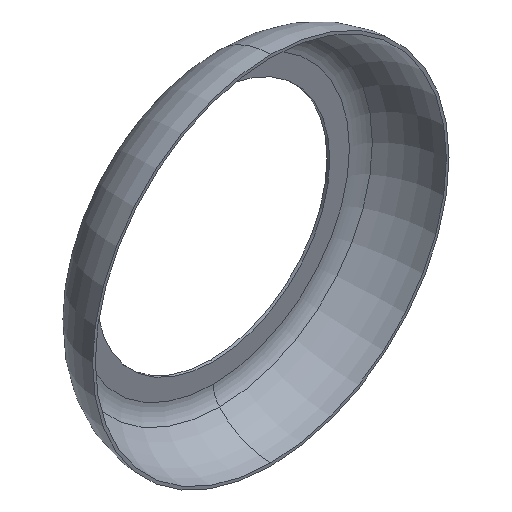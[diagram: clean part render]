
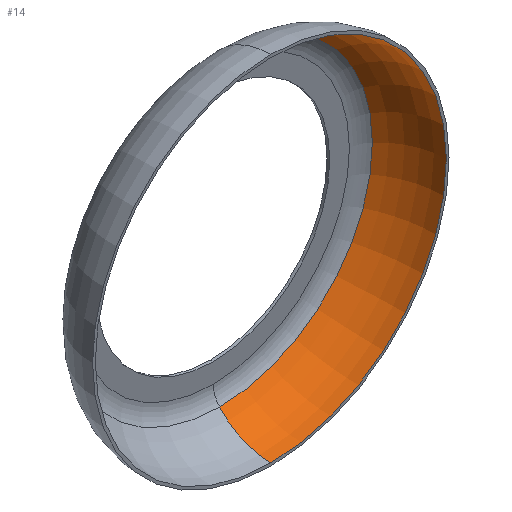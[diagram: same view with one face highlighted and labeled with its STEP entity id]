
A CAD part, isometric view. The second image highlights one B-rep face of the part: STEP entity #14.
In plain terms, the highlighted toroidal (fillet/blend) face has major radius 19.417 mm and minor radius 12.583 mm.
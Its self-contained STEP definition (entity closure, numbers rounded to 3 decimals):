
#1 = ORIENTED_EDGE ( 'NONE', *, *, #277, .T. ) ;
#8 = ORIENTED_EDGE ( 'NONE', *, *, #11, .F. ) ;
#11 = EDGE_CURVE ( 'NONE', #286, #194, #174, .T. ) ;
#14 = ADVANCED_FACE ( 'NONE', ( #250 ), #115, .F. ) ;
#20 = EDGE_CURVE ( 'NONE', #286, #153, #128, .T. ) ;
#25 = CARTESIAN_POINT ( 'NONE',  ( 0., 9.34, 27.849 ) ) ;
#36 = AXIS2_PLACEMENT_3D ( 'NONE', #41, #294, #366 ) ;
#38 = DIRECTION ( 'NONE',  ( -1., 0., 0. ) ) ;
#41 = CARTESIAN_POINT ( 'NONE',  ( 0., 0., 0. ) ) ;
#53 = CARTESIAN_POINT ( 'NONE',  ( 0., 0., 19.417 ) ) ;
#66 = EDGE_LOOP ( 'NONE', ( #291, #8, #232, #1 ) ) ;
#72 = DIRECTION ( 'NONE',  ( 0., 0., 1. ) ) ;
#92 = CARTESIAN_POINT ( 'NONE',  ( 0., 0., -32. ) ) ;
#105 = DIRECTION ( 'NONE',  ( 0., 0., -1. ) ) ;
#115 = TOROIDAL_SURFACE ( 'NONE', #36, 19.417, 12.583 ) ;
#128 = CIRCLE ( 'NONE', #256, 12.583 ) ;
#132 = AXIS2_PLACEMENT_3D ( 'NONE', #272, #297, #105 ) ;
#139 = CARTESIAN_POINT ( 'NONE',  ( 0., 9.34, 0. ) ) ;
#153 = VERTEX_POINT ( 'NONE', #92 ) ;
#174 = CIRCLE ( 'NONE', #215, 27.849 ) ;
#194 = VERTEX_POINT ( 'NONE', #25 ) ;
#215 = AXIS2_PLACEMENT_3D ( 'NONE', #139, #369, #402 ) ;
#218 = CARTESIAN_POINT ( 'NONE',  ( 0., 0., 32. ) ) ;
#232 = ORIENTED_EDGE ( 'NONE', *, *, #20, .T. ) ;
#250 = FACE_OUTER_BOUND ( 'NONE', #66, .T. ) ;
#256 = AXIS2_PLACEMENT_3D ( 'NONE', #275, #38, #72 ) ;
#272 = CARTESIAN_POINT ( 'NONE',  ( 0., 0., 0. ) ) ;
#275 = CARTESIAN_POINT ( 'NONE',  ( 0., 0., -19.417 ) ) ;
#277 = EDGE_CURVE ( 'NONE', #153, #340, #315, .T. ) ;
#286 = VERTEX_POINT ( 'NONE', #293 ) ;
#291 = ORIENTED_EDGE ( 'NONE', *, *, #387, .F. ) ;
#293 = CARTESIAN_POINT ( 'NONE',  ( 0., 9.34, -27.849 ) ) ;
#294 = DIRECTION ( 'NONE',  ( 0., -1., 0. ) ) ;
#297 = DIRECTION ( 'NONE',  ( 0., -1., 0. ) ) ;
#309 = DIRECTION ( 'NONE',  ( 1., 0., 0. ) ) ;
#315 = CIRCLE ( 'NONE', #132, 32. ) ;
#339 = AXIS2_PLACEMENT_3D ( 'NONE', #53, #309, #346 ) ;
#340 = VERTEX_POINT ( 'NONE', #218 ) ;
#346 = DIRECTION ( 'NONE',  ( 0., 0., -1. ) ) ;
#366 = DIRECTION ( 'NONE',  ( 0., 0., -1. ) ) ;
#369 = DIRECTION ( 'NONE',  ( 0., -1., 0. ) ) ;
#382 = CIRCLE ( 'NONE', #339, 12.583 ) ;
#387 = EDGE_CURVE ( 'NONE', #194, #340, #382, .T. ) ;
#402 = DIRECTION ( 'NONE',  ( 0., 0., -1. ) ) ;
